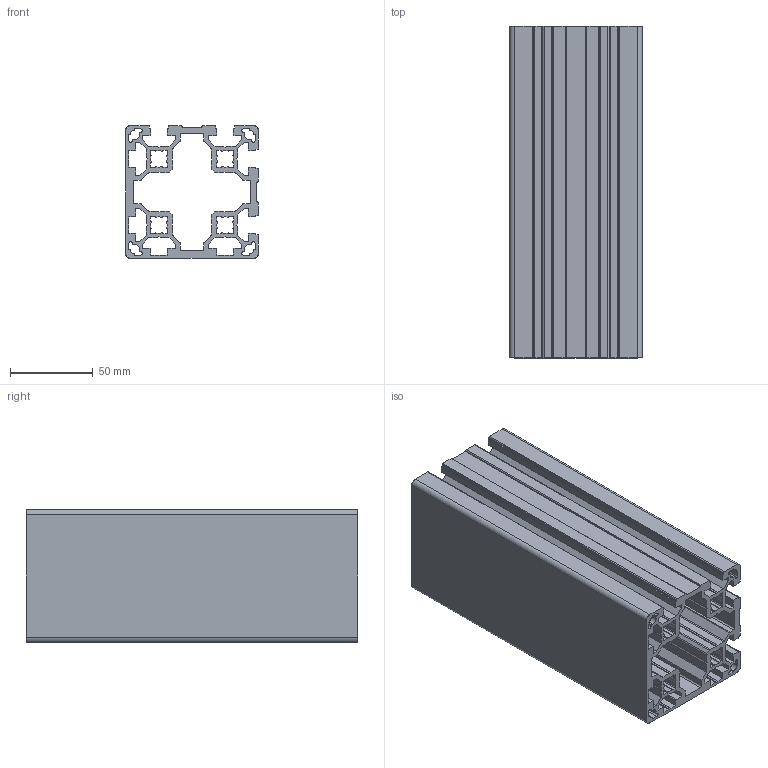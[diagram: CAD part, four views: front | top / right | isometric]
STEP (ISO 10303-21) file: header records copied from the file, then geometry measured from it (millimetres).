
FILE_DESCRIPTION(/* description */ ('Aluminiumprofil 80x80L 4NVS'),/* implementation_level */ '2;1');
FILE_NAME(/* name */ '411993658 Aluminiumprofil 80x80L 4NVS.stp',/* time_stamp */ '2019-07-08T11:45:19+02:00',/* author */ ('wheldmann'),/* organization */ (''),/* preprocessor_version */ 'ST-DEVELOPER v17.2',/* originating_system */ 'Autodesk Inventor 2019',/* authorisation */ ' ');
FILE_SCHEMA (('AUTOMOTIVE_DESIGN { 1 0 10303 214 3 1 1 }'));
Length unit declared in the file: millimetre
Products named in the file (1): 411993658
Bounding box: 80 x 200 x 80 mm (x, y, z)
Volume: 394788.5 mm3; surface area: 252304.7 mm2
Topology: 1 solids, 1 shells, 566 faces, 1692 edges, 1128 vertices
Faces by surface type: plane 298, cylinder 268
Entity records: 19265 total; most frequent: CARTESIAN_POINT 3387, ORIENTED_EDGE 3384, DIRECTION 3362, EDGE_CURVE 1692, LINE 1156, VECTOR 1156, VERTEX_POINT 1128, AXIS2_PLACEMENT_3D 1103
